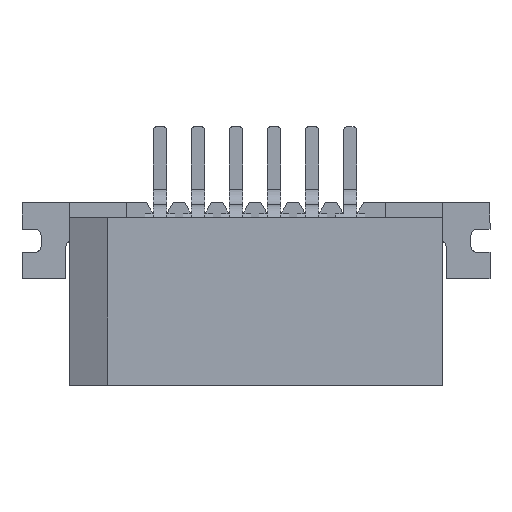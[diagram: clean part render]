
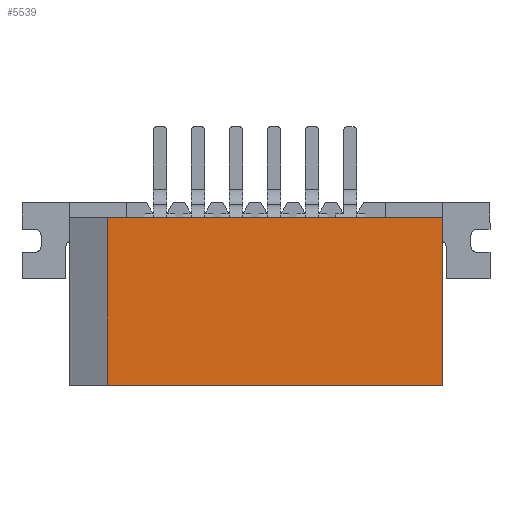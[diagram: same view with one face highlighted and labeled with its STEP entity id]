
A CAD part, top view. The second image highlights one B-rep face of the part: STEP entity #5539.
In plain terms, the highlighted planar face has unit normal (0, 0, 1).
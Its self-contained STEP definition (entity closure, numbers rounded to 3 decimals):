
#641=ORIENTED_EDGE('',*,*,#2165,.T.);
#642=ORIENTED_EDGE('',*,*,#1894,.T.);
#643=ORIENTED_EDGE('',*,*,#2168,.F.);
#644=ORIENTED_EDGE('',*,*,#2169,.F.);
#1894=EDGE_CURVE('',#2715,#2714,#3251,.T.);
#2165=EDGE_CURVE('',#2913,#2715,#3508,.T.);
#2168=EDGE_CURVE('',#2914,#2714,#3511,.T.);
#2169=EDGE_CURVE('',#2913,#2914,#3512,.T.);
#2714=VERTEX_POINT('',#7819);
#2715=VERTEX_POINT('',#7821);
#2913=VERTEX_POINT('',#8343);
#2914=VERTEX_POINT('',#8348);
#3251=LINE('',#7820,#3999);
#3508=LINE('',#8342,#4256);
#3511=LINE('',#8347,#4259);
#3512=LINE('',#8349,#4260);
#3999=VECTOR('',#6268,1000.);
#4256=VECTOR('',#6659,1000.);
#4259=VECTOR('',#6664,1000.);
#4260=VECTOR('',#6665,1000.);
#4726=EDGE_LOOP('',(#641,#642,#643,#644));
#5009=FACE_BOUND('',#4726,.T.);
#5285=PLANE('',#5886);
#5539=ADVANCED_FACE('',(#5009),#5285,.F.);
#5886=AXIS2_PLACEMENT_3D('',#8346,#6662,#6663);
#6268=DIRECTION('',(-1.,0.,0.));
#6659=DIRECTION('',(0.,1.,0.));
#6662=DIRECTION('',(0.,0.,-1.));
#6663=DIRECTION('',(-1.,0.,0.));
#6664=DIRECTION('',(0.,1.,0.));
#6665=DIRECTION('',(-1.,0.,0.));
#7819=CARTESIAN_POINT('',(-3.9,2.,1.55));
#7820=CARTESIAN_POINT('',(4.9,2.,1.55));
#7821=CARTESIAN_POINT('',(4.9,2.,1.55));
#8342=CARTESIAN_POINT('',(4.9,-2.4,1.55));
#8343=CARTESIAN_POINT('',(4.9,-2.4,1.55));
#8346=CARTESIAN_POINT('',(4.9,-2.4,1.55));
#8347=CARTESIAN_POINT('',(-3.9,-2.4,1.55));
#8348=CARTESIAN_POINT('',(-3.9,-2.4,1.55));
#8349=CARTESIAN_POINT('',(4.9,-2.4,1.55));
